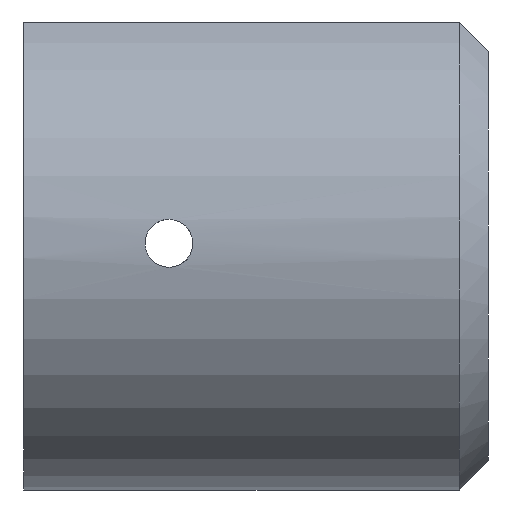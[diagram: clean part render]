
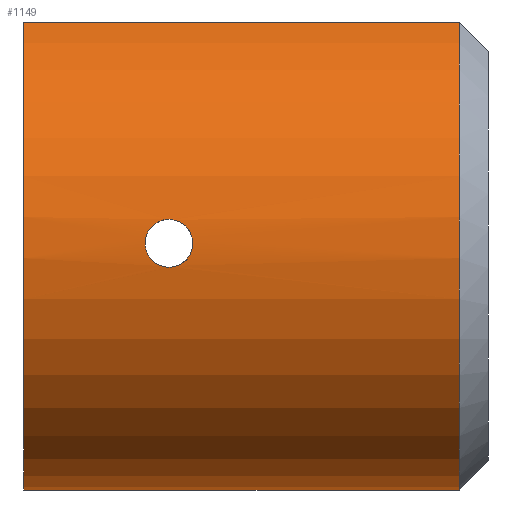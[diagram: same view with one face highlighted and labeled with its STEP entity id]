
A CAD part, left-side view. The second image highlights one B-rep face of the part: STEP entity #1149.
In plain terms, the highlighted cylindrical face has radius 17 mm (diameter 34 mm), a partial arc.
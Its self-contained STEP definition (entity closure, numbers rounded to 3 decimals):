
#71 = CARTESIAN_POINT ( 'NONE',  ( -16.995, 21.598, 0.426 ) ) ;
#78 = CARTESIAN_POINT ( 'NONE',  ( -17., 18.35, -0.107 ) ) ;
#93 = VERTEX_POINT ( 'NONE', #981 ) ;
#97 = CARTESIAN_POINT ( 'NONE',  ( -16.98, 18.568, -0.827 ) ) ;
#103 = CARTESIAN_POINT ( 'NONE',  ( -16.999, 18.361, -0.216 ) ) ;
#109 = CARTESIAN_POINT ( 'NONE',  ( -16.928, 19.468, -1.566 ) ) ;
#148 = CARTESIAN_POINT ( 'NONE',  ( -7.5, 0., 15.256 ) ) ;
#156 = FACE_OUTER_BOUND ( 'NONE', #833, .T. ) ;
#171 = CARTESIAN_POINT ( 'NONE',  ( -16.995, 21.597, -0.428 ) ) ;
#200 = CIRCLE ( 'NONE', #1253, 17. ) ;
#201 = VECTOR ( 'NONE', #517, 1000. ) ;
#204 = ORIENTED_EDGE ( 'NONE', *, *, #1176, .T. ) ;
#206 = CARTESIAN_POINT ( 'NONE',  ( -16.925, 19.571, -1.597 ) ) ;
#209 = EDGE_CURVE ( 'NONE', #1284, #1267, #856, .T. ) ;
#211 = CARTESIAN_POINT ( 'NONE',  ( -16.92, 20., 1.65 ) ) ;
#240 = ORIENTED_EDGE ( 'NONE', *, *, #579, .T. ) ;
#266 = FACE_BOUND ( 'NONE', #911, .T. ) ;
#272 = CARTESIAN_POINT ( 'NONE',  ( -16.939, 20.83, -1.442 ) ) ;
#284 = CARTESIAN_POINT ( 'NONE',  ( -16.939, 20.832, 1.441 ) ) ;
#289 = CARTESIAN_POINT ( 'NONE',  ( -16.92, 20.218, 1.65 ) ) ;
#291 = DIRECTION ( 'NONE',  ( 0., 0., 1. ) ) ;
#297 = CARTESIAN_POINT ( 'NONE',  ( -16.955, 18.909, 1.243 ) ) ;
#306 = CARTESIAN_POINT ( 'NONE',  ( -16.992, 18.434, -0.531 ) ) ;
#317 = CARTESIAN_POINT ( 'NONE',  ( -16.92, 20., -1.65 ) ) ;
#328 = CARTESIAN_POINT ( 'NONE',  ( 0., 0., 0. ) ) ;
#334 = ORIENTED_EDGE ( 'NONE', *, *, #1052, .F. ) ;
#378 = CARTESIAN_POINT ( 'NONE',  ( 0., 30., 0. ) ) ;
#379 = CARTESIAN_POINT ( 'NONE',  ( 0., 30., 0. ) ) ;
#385 = CARTESIAN_POINT ( 'NONE',  ( -16.965, 21.244, 1.09 ) ) ;
#393 = CARTESIAN_POINT ( 'NONE',  ( -16.98, 21.433, 0.826 ) ) ;
#399 = VERTEX_POINT ( 'NONE', #862 ) ;
#400 = CARTESIAN_POINT ( 'NONE',  ( -16.999, 21.639, -0.217 ) ) ;
#407 = CARTESIAN_POINT ( 'NONE',  ( -16.921, 19.784, 1.639 ) ) ;
#464 = CARTESIAN_POINT ( 'NONE',  ( -16.984, 21.482, -0.733 ) ) ;
#484 = CARTESIAN_POINT ( 'NONE',  ( -16.985, 21.483, 0.731 ) ) ;
#485 = CARTESIAN_POINT ( 'NONE',  ( -16.97, 18.688, -1.006 ) ) ;
#501 = CARTESIAN_POINT ( 'NONE',  ( 0., 30., -17. ) ) ;
#502 = CARTESIAN_POINT ( 'NONE',  ( -16.94, 19.172, -1.431 ) ) ;
#509 = CARTESIAN_POINT ( 'NONE',  ( 0., 30., -17. ) ) ;
#515 = CARTESIAN_POINT ( 'NONE',  ( -16.935, 19.268, 1.483 ) ) ;
#517 = DIRECTION ( 'NONE',  ( 0., -1., 0. ) ) ;
#519 = ORIENTED_EDGE ( 'NONE', *, *, #814, .T. ) ;
#579 = EDGE_CURVE ( 'NONE', #399, #901, #200, .T. ) ;
#582 = CARTESIAN_POINT ( 'NONE',  ( -17., 21.65, -0.11 ) ) ;
#593 = CARTESIAN_POINT ( 'NONE',  ( -16.92, 20., 1.65 ) ) ;
#594 = CARTESIAN_POINT ( 'NONE',  ( -16.92, 20., -1.65 ) ) ;
#609 = CARTESIAN_POINT ( 'NONE',  ( -16.92, 19.892, -1.65 ) ) ;
#611 = LINE ( 'NONE', #622, #1139 ) ;
#613 = EDGE_CURVE ( 'NONE', #901, #93, #611, .T. ) ;
#616 = AXIS2_PLACEMENT_3D ( 'NONE', #379, #679, #291 ) ;
#622 = CARTESIAN_POINT ( 'NONE',  ( -7.5, 30., 15.256 ) ) ;
#649 = ORIENTED_EDGE ( 'NONE', *, *, #613, .T. ) ;
#665 = CARTESIAN_POINT ( 'NONE',  ( -16.98, 21.432, -0.828 ) ) ;
#669 = CARTESIAN_POINT ( 'NONE',  ( -16.949, 21.014, -1.32 ) ) ;
#677 = CARTESIAN_POINT ( 'NONE',  ( -16.97, 21.312, -1.007 ) ) ;
#679 = DIRECTION ( 'NONE',  ( 0., 1., 0. ) ) ;
#683 = CARTESIAN_POINT ( 'NONE',  ( -16.992, 21.566, 0.531 ) ) ;
#691 = CARTESIAN_POINT ( 'NONE',  ( -16.92, 19.891, 1.65 ) ) ;
#699 = CARTESIAN_POINT ( 'NONE',  ( -16.949, 18.993, -1.312 ) ) ;
#709 = CARTESIAN_POINT ( 'NONE',  ( -16.935, 19.269, -1.483 ) ) ;
#710 = B_SPLINE_CURVE_WITH_KNOTS ( 'NONE', 3,
 ( #977, #1069, #775, #272, #669, #1062, #677, #665, #464, #863, #171, #400, #582, #783, #972, #71, #683, #484, #393, #791, #385, #1182, #284, #1075, #289, #593 ),
 .UNSPECIFIED., .F., .F.,
 ( 4, 2, 2, 2, 2, 2, 2, 2, 2, 2, 2, 2, 4 ),
 ( 0.005, 0.006, 0.006, 0.007, 0.007, 0.007, 0.008, 0.008, 0.008, 0.009, 0.009, 0.01, 0.01 ),
 .UNSPECIFIED. ) ;
#733 = DIRECTION ( 'NONE',  ( 0., 1., 0. ) ) ;
#775 = CARTESIAN_POINT ( 'NONE',  ( -16.924, 20.433, -1.607 ) ) ;
#783 = CARTESIAN_POINT ( 'NONE',  ( -17., 21.65, 0.108 ) ) ;
#791 = CARTESIAN_POINT ( 'NONE',  ( -16.971, 21.313, 1.005 ) ) ;
#792 = CARTESIAN_POINT ( 'NONE',  ( -16.981, 18.558, 0.83 ) ) ;
#800 = CARTESIAN_POINT ( 'NONE',  ( -16.921, 19.783, -1.639 ) ) ;
#806 = CARTESIAN_POINT ( 'NONE',  ( -16.94, 19.173, 1.432 ) ) ;
#814 = EDGE_CURVE ( 'NONE', #1251, #399, #1007, .T. ) ;
#825 = CIRCLE ( 'NONE', #616, 17. ) ;
#833 = EDGE_LOOP ( 'NONE', ( #334, #519, #240, #649 ) ) ;
#856 = B_SPLINE_CURVE_WITH_KNOTS ( 'NONE', 3,
 ( #211, #691, #407, #1099, #887, #515, #806, #1105, #297, #912, #792, #1191, #1206, #78, #103, #999, #306, #993, #97, #485, #1076, #1082, #699, #502, #709, #109, #206, #800, #609, #594 ),
 .UNSPECIFIED., .F., .F.,
 ( 4, 2, 2, 2, 2, 2, 2, 2, 2, 2, 2, 2, 2, 2, 4 ),
 ( 0., 0., 0.001, 0.001, 0.001, 0.002, 0.003, 0.003, 0.003, 0.004, 0.004, 0.004, 0.005, 0.005, 0.005 ),
 .UNSPECIFIED. ) ;
#862 = CARTESIAN_POINT ( 'NONE',  ( 0., 0., -17. ) ) ;
#863 = CARTESIAN_POINT ( 'NONE',  ( -16.992, 21.565, -0.533 ) ) ;
#887 = CARTESIAN_POINT ( 'NONE',  ( -16.928, 19.468, 1.566 ) ) ;
#901 = VERTEX_POINT ( 'NONE', #148 ) ;
#911 = EDGE_LOOP ( 'NONE', ( #975, #204 ) ) ;
#912 = CARTESIAN_POINT ( 'NONE',  ( -16.97, 18.681, 1.014 ) ) ;
#957 = DIRECTION ( 'NONE',  ( 0., 0., -1. ) ) ;
#972 = CARTESIAN_POINT ( 'NONE',  ( -16.999, 21.639, 0.215 ) ) ;
#975 = ORIENTED_EDGE ( 'NONE', *, *, #209, .T. ) ;
#977 = CARTESIAN_POINT ( 'NONE',  ( -16.92, 20., -1.65 ) ) ;
#981 = CARTESIAN_POINT ( 'NONE',  ( -7.5, 30., 15.256 ) ) ;
#993 = CARTESIAN_POINT ( 'NONE',  ( -16.985, 18.517, -0.731 ) ) ;
#999 = CARTESIAN_POINT ( 'NONE',  ( -16.995, 18.403, -0.428 ) ) ;
#1006 = AXIS2_PLACEMENT_3D ( 'NONE', #378, #1279, #957 ) ;
#1007 = LINE ( 'NONE', #509, #201 ) ;
#1052 = EDGE_CURVE ( 'NONE', #1251, #93, #825, .T. ) ;
#1062 = CARTESIAN_POINT ( 'NONE',  ( -16.965, 21.242, -1.092 ) ) ;
#1069 = CARTESIAN_POINT ( 'NONE',  ( -16.92, 20.215, -1.65 ) ) ;
#1075 = CARTESIAN_POINT ( 'NONE',  ( -16.924, 20.435, 1.606 ) ) ;
#1076 = CARTESIAN_POINT ( 'NONE',  ( -16.965, 18.756, -1.089 ) ) ;
#1082 = CARTESIAN_POINT ( 'NONE',  ( -16.955, 18.91, -1.244 ) ) ;
#1099 = CARTESIAN_POINT ( 'NONE',  ( -16.925, 19.573, 1.597 ) ) ;
#1102 = DIRECTION ( 'NONE',  ( 0., 1., 0. ) ) ;
#1104 = CARTESIAN_POINT ( 'NONE',  ( -16.92, 20., 1.65 ) ) ;
#1105 = CARTESIAN_POINT ( 'NONE',  ( -16.949, 18.994, 1.312 ) ) ;
#1107 = DIRECTION ( 'NONE',  ( 0., 0., -1. ) ) ;
#1139 = VECTOR ( 'NONE', #1102, 1000. ) ;
#1149 = ADVANCED_FACE ( 'NONE', ( #266, #156 ), #1270, .T. ) ;
#1176 = EDGE_CURVE ( 'NONE', #1267, #1284, #710, .T. ) ;
#1182 = CARTESIAN_POINT ( 'NONE',  ( -16.95, 21.016, 1.318 ) ) ;
#1191 = CARTESIAN_POINT ( 'NONE',  ( -16.996, 18.393, 0.433 ) ) ;
#1206 = CARTESIAN_POINT ( 'NONE',  ( -17., 18.35, 0.216 ) ) ;
#1251 = VERTEX_POINT ( 'NONE', #501 ) ;
#1253 = AXIS2_PLACEMENT_3D ( 'NONE', #328, #733, #1107 ) ;
#1267 = VERTEX_POINT ( 'NONE', #317 ) ;
#1270 = CYLINDRICAL_SURFACE ( 'NONE', #1006, 17. ) ;
#1279 = DIRECTION ( 'NONE',  ( 0., -1., 0. ) ) ;
#1284 = VERTEX_POINT ( 'NONE', #1104 ) ;
